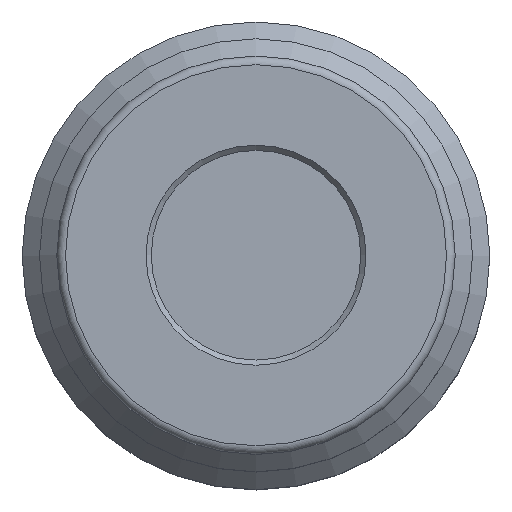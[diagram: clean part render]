
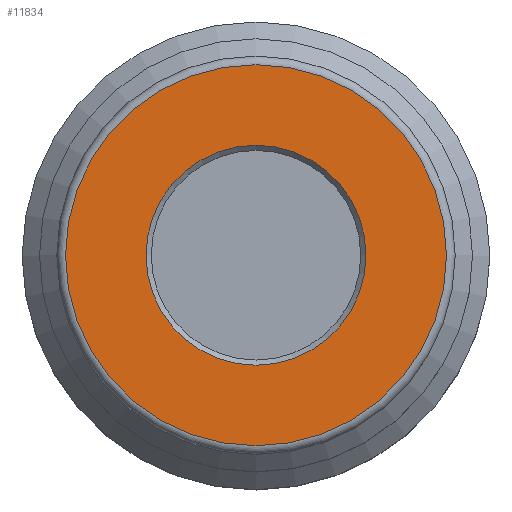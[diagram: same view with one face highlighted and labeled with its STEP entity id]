
A CAD part, top view. The second image highlights one B-rep face of the part: STEP entity #11834.
In plain terms, the highlighted planar face has unit normal (0, 0, 1).
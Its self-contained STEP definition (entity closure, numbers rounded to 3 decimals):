
#2667=FACE_BOUND($,#3457,.T.);
#2794=FACE_OUTER_BOUND($,#3456,.T.);
#3456=EDGE_LOOP($,(#7423));
#3457=EDGE_LOOP($,(#7424));
#4194=CIRCLE($,#12526,11.);
#4195=CIRCLE($,#12527,6.35);
#4423=VERTEX_POINT($,#15171);
#4424=VERTEX_POINT($,#15173);
#5618=EDGE_CURVE($,#4423,#4423,#4194,.T.);
#5619=EDGE_CURVE($,#4424,#4424,#4195,.T.);
#7423=ORIENTED_EDGE($,*,*,#5618,.T.);
#7424=ORIENTED_EDGE($,*,*,#5619,.F.);
#10856=PLANE($,#12525);
#11834=ADVANCED_FACE($,(#2794,#2667),#10856,.T.);
#12525=AXIS2_PLACEMENT_3D($,#15170,#13191,#13192);
#12526=AXIS2_PLACEMENT_3D($,#15172,#13193,#13194);
#12527=AXIS2_PLACEMENT_3D($,#15174,#13195,#13196);
#13191=DIRECTION('center_axis',(0.,0.,1.));
#13192=DIRECTION('ref_axis',(1.,0.,0.));
#13193=DIRECTION('center_axis',(0.,0.,1.));
#13194=DIRECTION('ref_axis',(-1.,0.,0.));
#13195=DIRECTION('center_axis',(0.,0.,1.));
#13196=DIRECTION('ref_axis',(1.,0.,0.));
#15170=CARTESIAN_POINT('Origin',(0.,-6.35,17.75));
#15171=CARTESIAN_POINT('',(0.,-11.,17.75));
#15172=CARTESIAN_POINT('Origin',(0.,0.,17.75));
#15173=CARTESIAN_POINT('',(0.,-6.35,17.75));
#15174=CARTESIAN_POINT('Origin',(0.,0.,17.75));
